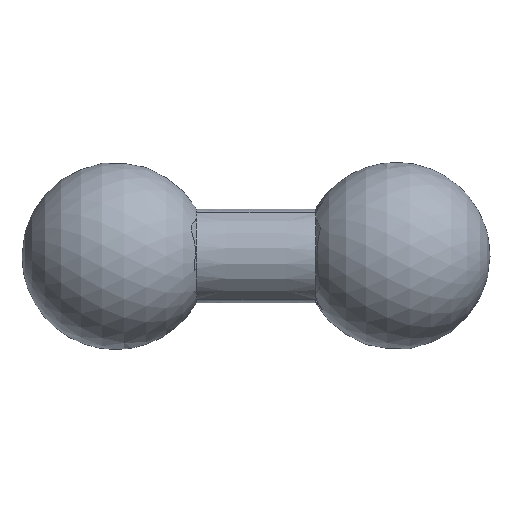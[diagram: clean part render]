
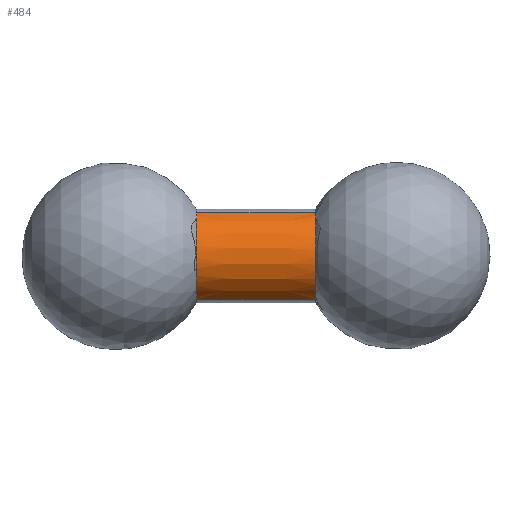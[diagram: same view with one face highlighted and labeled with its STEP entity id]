
A CAD part, left-side view. The second image highlights one B-rep face of the part: STEP entity #484.
In plain terms, the highlighted conical face has half-angle 0.001 degrees and reference radius 3.498 mm.
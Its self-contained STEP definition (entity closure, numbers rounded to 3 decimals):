
#23=ELLIPSE('',#507,3.979,3.498);
#49=FACE_OUTER_BOUND('',#69,.T.);
#69=EDGE_LOOP('',(#431,#432,#433,#434,#435,#436,#437,#438,#439,#440,#441));
#75=B_SPLINE_CURVE_WITH_KNOTS('',3,(#627,#628,#629,#630),.UNSPECIFIED.,
 .F.,.F.,(4,4),(-0.048,-0.034),.UNSPECIFIED.);
#77=B_SPLINE_CURVE_WITH_KNOTS('',3,(#639,#640,#641,#642,#643,#644,#645,
#646,#647,#648),.UNSPECIFIED.,.F.,.F.,(4,2,2,2,4),(-0.858,-0.791,
-0.659,-0.527,-0.436),.UNSPECIFIED.);
#79=B_SPLINE_CURVE_WITH_KNOTS('',3,(#802,#803,#804,#805,#806,#807,#808,
#809,#810,#811,#812,#813,#814,#815),.UNSPECIFIED.,.F.,.F.,(4,2,2,2,2,2,
4),(-1.833,-1.822,-1.66,-1.499,
-1.337,-1.176,-1.166),.UNSPECIFIED.);
#93=B_SPLINE_CURVE_WITH_KNOTS('',3,(#1359,#1360,#1361,#1362,#1363,#1364),
 .UNSPECIFIED.,.F.,.F.,(4,2,4),(-0.098,-0.05,
-0.048),.UNSPECIFIED.);
#99=B_SPLINE_CURVE_WITH_KNOTS('',3,(#1423,#1424,#1425,#1426),
 .UNSPECIFIED.,.F.,.F.,(4,4),(-1.25,-1.185),
 .UNSPECIFIED.);
#107=B_SPLINE_CURVE_WITH_KNOTS('',3,(#1489,#1490,#1491,#1492,#1493,#1494),
 .UNSPECIFIED.,.F.,.F.,(4,2,4),(-0.922,-0.922,-0.858),
 .UNSPECIFIED.);
#113=B_SPLINE_CURVE_WITH_KNOTS('',3,(#1538,#1539,#1540,#1541,#1542,#1543),
 .UNSPECIFIED.,.F.,.F.,(4,2,4),(-0.197,-0.132,-0.132),
 .UNSPECIFIED.);
#114=B_SPLINE_CURVE_WITH_KNOTS('',3,(#1544,#1545,#1546,#1547,#1548,#1549,
#1550,#1551),.UNSPECIFIED.,.F.,.F.,(4,2,2,4),(-0.436,-0.395,
-0.264,-0.254),.UNSPECIFIED.);
#139=LINE('',#1581,#161);
#140=LINE('',#1582,#162);
#161=VECTOR('',#608,10.);
#162=VECTOR('',#609,10.);
#164=VERTEX_POINT('',#621);
#165=VERTEX_POINT('',#623);
#166=VERTEX_POINT('',#632);
#168=VERTEX_POINT('',#638);
#169=VERTEX_POINT('',#792);
#171=VERTEX_POINT('',#795);
#172=VERTEX_POINT('',#799);
#189=VERTEX_POINT('',#1358);
#198=VERTEX_POINT('',#1422);
#212=VERTEX_POINT('',#1488);
#221=VERTEX_POINT('',#1536);
#225=EDGE_CURVE('',#164,#165,#75,.T.);
#227=EDGE_CURVE('',#168,#166,#77,.T.);
#230=EDGE_CURVE('',#171,#169,#23,.T.);
#233=EDGE_CURVE('',#165,#172,#79,.T.);
#250=EDGE_CURVE('',#189,#164,#93,.T.);
#261=EDGE_CURVE('',#172,#198,#99,.T.);
#277=EDGE_CURVE('',#212,#168,#107,.T.);
#288=EDGE_CURVE('',#169,#221,#113,.T.);
#289=EDGE_CURVE('',#166,#171,#114,.T.);
#301=EDGE_CURVE('',#212,#198,#139,.T.);
#302=EDGE_CURVE('',#189,#221,#140,.T.);
#431=ORIENTED_EDGE('',*,*,#261,.T.);
#432=ORIENTED_EDGE('',*,*,#301,.F.);
#433=ORIENTED_EDGE('',*,*,#277,.T.);
#434=ORIENTED_EDGE('',*,*,#227,.T.);
#435=ORIENTED_EDGE('',*,*,#289,.T.);
#436=ORIENTED_EDGE('',*,*,#230,.T.);
#437=ORIENTED_EDGE('',*,*,#288,.T.);
#438=ORIENTED_EDGE('',*,*,#302,.F.);
#439=ORIENTED_EDGE('',*,*,#250,.T.);
#440=ORIENTED_EDGE('',*,*,#225,.T.);
#441=ORIENTED_EDGE('',*,*,#233,.T.);
#468=CONICAL_SURFACE('',#529,3.498,0.);
#484=ADVANCED_FACE('',(#49),#468,.T.);
#507=AXIS2_PLACEMENT_3D('',#796,#544,#545);
#529=AXIS2_PLACEMENT_3D('',#1580,#606,#607);
#544=DIRECTION('center_axis',(-0.307,-0.879,-0.364));
#545=DIRECTION('ref_axis',(0.567,-0.477,0.672));
#606=DIRECTION('center_axis',(0.,-1.,0.));
#607=DIRECTION('ref_axis',(0.,0.,-1.));
#608=DIRECTION('',(0.,-1.,0.));
#609=DIRECTION('',(0.,1.,0.));
#621=CARTESIAN_POINT('',(-1.816,-4.441,-2.99));
#623=CARTESIAN_POINT('',(-1.95,-4.448,-2.919));
#627=CARTESIAN_POINT('Ctrl Pts',(-1.816,-4.441,-2.99));
#628=CARTESIAN_POINT('Ctrl Pts',(-1.857,-4.443,-2.965));
#629=CARTESIAN_POINT('Ctrl Pts',(-1.9,-4.447,-2.938));
#630=CARTESIAN_POINT('Ctrl Pts',(-1.944,-4.449,-2.909));
#632=CARTESIAN_POINT('',(-3.378,4.445,-0.933));
#638=CARTESIAN_POINT('',(-1.947,4.444,2.914));
#639=CARTESIAN_POINT('Ctrl Pts',(-1.943,4.456,2.909));
#640=CARTESIAN_POINT('Ctrl Pts',(-2.138,4.457,2.779));
#641=CARTESIAN_POINT('Ctrl Pts',(-2.317,4.458,2.631));
#642=CARTESIAN_POINT('Ctrl Pts',(-2.785,4.461,2.163));
#643=CARTESIAN_POINT('Ctrl Pts',(-3.054,4.462,1.77));
#644=CARTESIAN_POINT('Ctrl Pts',(-3.411,4.463,0.908));
#645=CARTESIAN_POINT('Ctrl Pts',(-3.499,4.463,0.439));
#646=CARTESIAN_POINT('Ctrl Pts',(-3.499,4.461,-0.304));
#647=CARTESIAN_POINT('Ctrl Pts',(-3.458,4.46,-0.622));
#648=CARTESIAN_POINT('Ctrl Pts',(-3.373,4.458,-0.932));
#792=CARTESIAN_POINT('',(-1.944,4.452,-2.91));
#795=CARTESIAN_POINT('',(-2.4,4.458,-2.541));
#796=CARTESIAN_POINT('Origin',(-0.001,2.567,0.));
#799=CARTESIAN_POINT('',(-1.966,-4.453,2.912));
#802=CARTESIAN_POINT('Ctrl Pts',(-1.943,-4.452,-2.909));
#803=CARTESIAN_POINT('Ctrl Pts',(-1.973,-4.453,-2.889));
#804=CARTESIAN_POINT('Ctrl Pts',(-2.003,-4.453,-2.869));
#805=CARTESIAN_POINT('Ctrl Pts',(-2.47,-4.459,-2.536));
#806=CARTESIAN_POINT('Ctrl Pts',(-2.854,-4.461,-2.101));
#807=CARTESIAN_POINT('Ctrl Pts',(-3.369,-4.462,-1.1));
#808=CARTESIAN_POINT('Ctrl Pts',(-3.5,-4.462,-0.535));
#809=CARTESIAN_POINT('Ctrl Pts',(-3.499,-4.462,0.542));
#810=CARTESIAN_POINT('Ctrl Pts',(-3.367,-4.462,1.107));
#811=CARTESIAN_POINT('Ctrl Pts',(-2.851,-4.461,2.105));
#812=CARTESIAN_POINT('Ctrl Pts',(-2.466,-4.459,2.54));
#813=CARTESIAN_POINT('Ctrl Pts',(-2.,-4.453,2.871));
#814=CARTESIAN_POINT('Ctrl Pts',(-1.972,-4.453,2.89));
#815=CARTESIAN_POINT('Ctrl Pts',(-1.943,-4.452,2.909));
#1358=CARTESIAN_POINT('',(-1.339,-4.458,-3.234));
#1359=CARTESIAN_POINT('Ctrl Pts',(-1.338,-4.457,-3.232));
#1360=CARTESIAN_POINT('Ctrl Pts',(-1.489,-4.458,-3.17));
#1361=CARTESIAN_POINT('Ctrl Pts',(-1.658,-4.441,-3.085));
#1362=CARTESIAN_POINT('Ctrl Pts',(-1.802,-4.441,-2.999));
#1363=CARTESIAN_POINT('Ctrl Pts',(-1.809,-4.441,-2.994));
#1364=CARTESIAN_POINT('Ctrl Pts',(-1.816,-4.441,-2.99));
#1422=CARTESIAN_POINT('',(-1.339,-4.447,3.234));
#1423=CARTESIAN_POINT('Ctrl Pts',(-1.944,-4.445,2.909));
#1424=CARTESIAN_POINT('Ctrl Pts',(-1.757,-4.446,3.034));
#1425=CARTESIAN_POINT('Ctrl Pts',(-1.553,-4.446,3.144));
#1426=CARTESIAN_POINT('Ctrl Pts',(-1.338,-4.447,3.233));
#1488=CARTESIAN_POINT('',(-1.339,4.441,3.234));
#1489=CARTESIAN_POINT('Ctrl Pts',(-1.338,4.441,3.232));
#1490=CARTESIAN_POINT('Ctrl Pts',(-1.339,4.441,3.232));
#1491=CARTESIAN_POINT('Ctrl Pts',(-1.339,4.441,3.232));
#1492=CARTESIAN_POINT('Ctrl Pts',(-1.552,4.441,3.144));
#1493=CARTESIAN_POINT('Ctrl Pts',(-1.755,4.441,3.035));
#1494=CARTESIAN_POINT('Ctrl Pts',(-1.943,4.441,2.909));
#1536=CARTESIAN_POINT('',(-1.339,4.441,-3.234));
#1538=CARTESIAN_POINT('Ctrl Pts',(-1.943,4.441,-2.909));
#1539=CARTESIAN_POINT('Ctrl Pts',(-1.755,4.441,-3.035));
#1540=CARTESIAN_POINT('Ctrl Pts',(-1.552,4.441,-3.144));
#1541=CARTESIAN_POINT('Ctrl Pts',(-1.339,4.441,-3.232));
#1542=CARTESIAN_POINT('Ctrl Pts',(-1.339,4.441,-3.232));
#1543=CARTESIAN_POINT('Ctrl Pts',(-1.338,4.441,-3.232));
#1544=CARTESIAN_POINT('Ctrl Pts',(-3.373,4.442,-0.932));
#1545=CARTESIAN_POINT('Ctrl Pts',(-3.334,4.442,-1.07));
#1546=CARTESIAN_POINT('Ctrl Pts',(-3.288,4.442,-1.206));
#1547=CARTESIAN_POINT('Ctrl Pts',(-3.054,4.442,-1.77));
#1548=CARTESIAN_POINT('Ctrl Pts',(-2.785,4.441,-2.163));
#1549=CARTESIAN_POINT('Ctrl Pts',(-2.451,4.441,-2.497));
#1550=CARTESIAN_POINT('Ctrl Pts',(-2.427,4.441,-2.52));
#1551=CARTESIAN_POINT('Ctrl Pts',(-2.403,4.441,-2.543));
#1580=CARTESIAN_POINT('Origin',(-0.001,4.458,0.));
#1581=CARTESIAN_POINT('',(-1.339,0.,3.234));
#1582=CARTESIAN_POINT('',(-1.339,0.595,-3.234));
